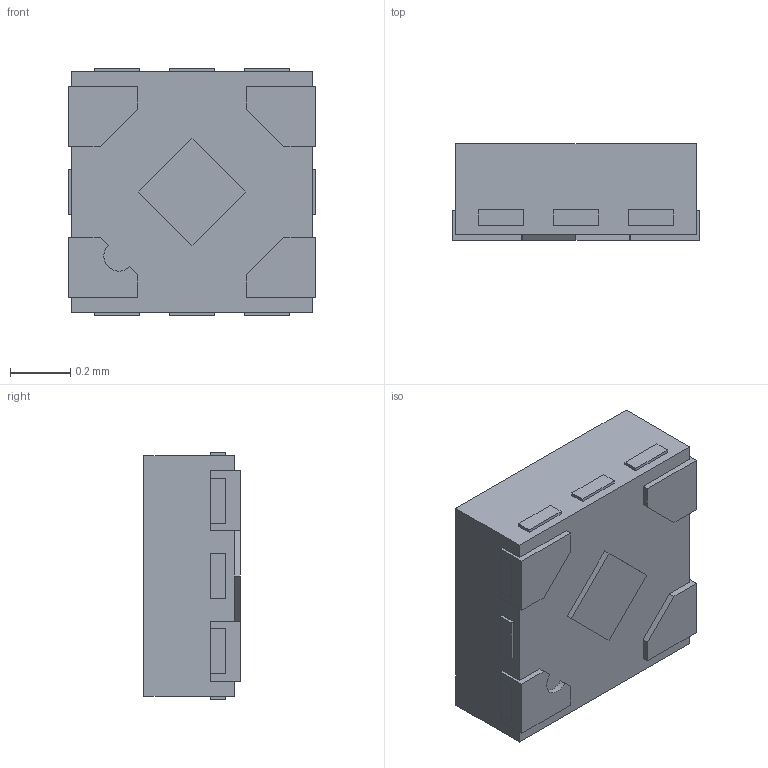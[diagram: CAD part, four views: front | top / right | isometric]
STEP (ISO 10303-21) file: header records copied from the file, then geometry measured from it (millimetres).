
FILE_DESCRIPTION(/* description */ (''),/* implementation_level */ '2;1');
FILE_NAME(/* name */ '74AUP1T00GX.step',/* time_stamp */ '2022-03-13T12:53:56-06:00',/* author */ (''),/* organization */ (''),/* preprocessor_version */ 'ST-DEVELOPER v18.1',/* originating_system */ 'Autodesk Translation Framework v10.13.0.1454',/* authorisation */ '');
FILE_SCHEMA (('AUTOMOTIVE_DESIGN { 1 0 10303 214 3 1 1 }'));
Length unit declared in the file: millimetre
Products named in the file (1): 74AUP1T00GX
Bounding box: 0.82 x 0.32 x 0.82 mm (x, y, z)
Volume: 0.2 mm3; surface area: 3.6 mm2
Topology: 39 solids, 39 shells, 249 faces, 513 edges, 342 vertices
Faces by surface type: plane 247, cylinder 2
Full cylindrical faces by diameter (mm): 0.075 x1
Entity records: 6440 total; most frequent: CARTESIAN_POINT 1105, ORIENTED_EDGE 1026, DIRECTION 1017, EDGE_CURVE 513, LINE 509, VECTOR 509, VERTEX_POINT 342, AXIS2_PLACEMENT_3D 254
